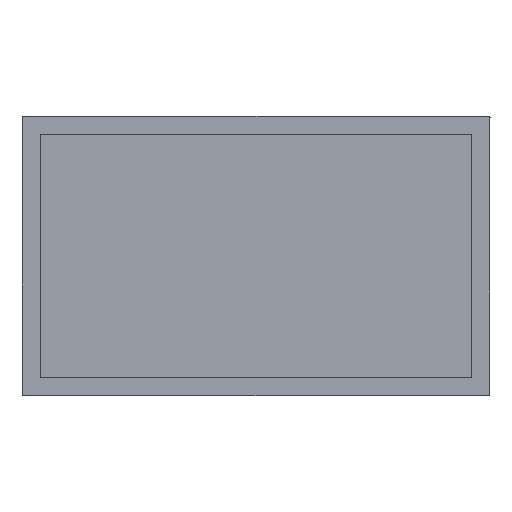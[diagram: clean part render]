
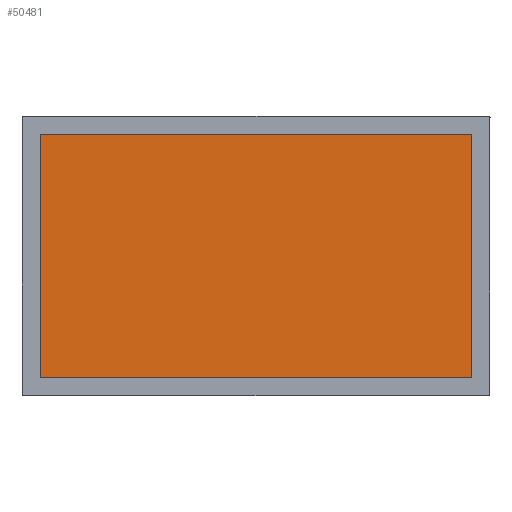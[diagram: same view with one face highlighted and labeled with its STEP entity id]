
A CAD part, top view. The second image highlights one B-rep face of the part: STEP entity #50481.
In plain terms, the highlighted planar face has unit normal (0, 0, 1).
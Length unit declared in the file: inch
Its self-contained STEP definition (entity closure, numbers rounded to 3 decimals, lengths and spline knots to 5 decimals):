
#900 = ORIENTED_EDGE ( 'NONE', *, *, #2263, .F. ) ;
#1019 = DIRECTION ( 'NONE',  ( 0., 0., 1. ) ) ;
#2263 = EDGE_CURVE ( 'NONE', #61834, #8496, #5860, .T. ) ;
#3198 = VECTOR ( 'NONE', #36711, 39.37008 ) ;
#5860 = LINE ( 'NONE', #45032, #71219 ) ;
#8496 = VERTEX_POINT ( 'NONE', #61263 ) ;
#10097 = EDGE_LOOP ( 'NONE', ( #49169, #55337, #900, #33494 ) ) ;
#11823 = VECTOR ( 'NONE', #21174, 39.37008 ) ;
#12577 = DIRECTION ( 'NONE',  ( 1., 0., 0. ) ) ;
#15237 = CARTESIAN_POINT ( 'NONE',  ( 9.39881, -5.29902, 1.01969 ) ) ;
#16261 = VERTEX_POINT ( 'NONE', #71963 ) ;
#21174 = DIRECTION ( 'NONE',  ( -1., 0., 0. ) ) ;
#21792 = CARTESIAN_POINT ( 'NONE',  ( -9.39883, 5.29901, 1.01969 ) ) ;
#26642 = EDGE_CURVE ( 'NONE', #8496, #30095, #54931, .T. ) ;
#27912 = CARTESIAN_POINT ( 'NONE',  ( 9.39881, -5.29902, 1.01969 ) ) ;
#30095 = VERTEX_POINT ( 'NONE', #27912 ) ;
#33494 = ORIENTED_EDGE ( 'NONE', *, *, #66661, .F. ) ;
#35599 = CARTESIAN_POINT ( 'NONE',  ( -9.39883, -5.29902, 1.01969 ) ) ;
#36711 = DIRECTION ( 'NONE',  ( 0., 1., 0. ) ) ;
#40150 = PLANE ( 'NONE',  #49669 ) ;
#40527 = CARTESIAN_POINT ( 'NONE',  ( -10.18622, 0., 1.01969 ) ) ;
#44624 = VECTOR ( 'NONE', #71012, 39.37008 ) ;
#45032 = CARTESIAN_POINT ( 'NONE',  ( -9.39883, 5.29901, 1.01969 ) ) ;
#45754 = DIRECTION ( 'NONE',  ( 1., 0., 0. ) ) ;
#49169 = ORIENTED_EDGE ( 'NONE', *, *, #54796, .F. ) ;
#49669 = AXIS2_PLACEMENT_3D ( 'NONE', #40527, #1019, #45754 ) ;
#50481 = ADVANCED_FACE ( 'NONE', ( #52797 ), #40150, .T. ) ;
#52797 = FACE_OUTER_BOUND ( 'NONE', #10097, .T. ) ;
#54796 = EDGE_CURVE ( 'NONE', #30095, #16261, #66316, .T. ) ;
#54931 = LINE ( 'NONE', #59455, #44624 ) ;
#55337 = ORIENTED_EDGE ( 'NONE', *, *, #26642, .F. ) ;
#58313 = LINE ( 'NONE', #35599, #3198 ) ;
#59455 = CARTESIAN_POINT ( 'NONE',  ( 9.39881, 5.29901, 1.01969 ) ) ;
#61263 = CARTESIAN_POINT ( 'NONE',  ( 9.39881, 5.29901, 1.01969 ) ) ;
#61834 = VERTEX_POINT ( 'NONE', #21792 ) ;
#66316 = LINE ( 'NONE', #15237, #11823 ) ;
#66661 = EDGE_CURVE ( 'NONE', #16261, #61834, #58313, .T. ) ;
#71012 = DIRECTION ( 'NONE',  ( 0., -1., 0. ) ) ;
#71219 = VECTOR ( 'NONE', #12577, 39.37008 ) ;
#71963 = CARTESIAN_POINT ( 'NONE',  ( -9.39883, -5.29902, 1.01969 ) ) ;
